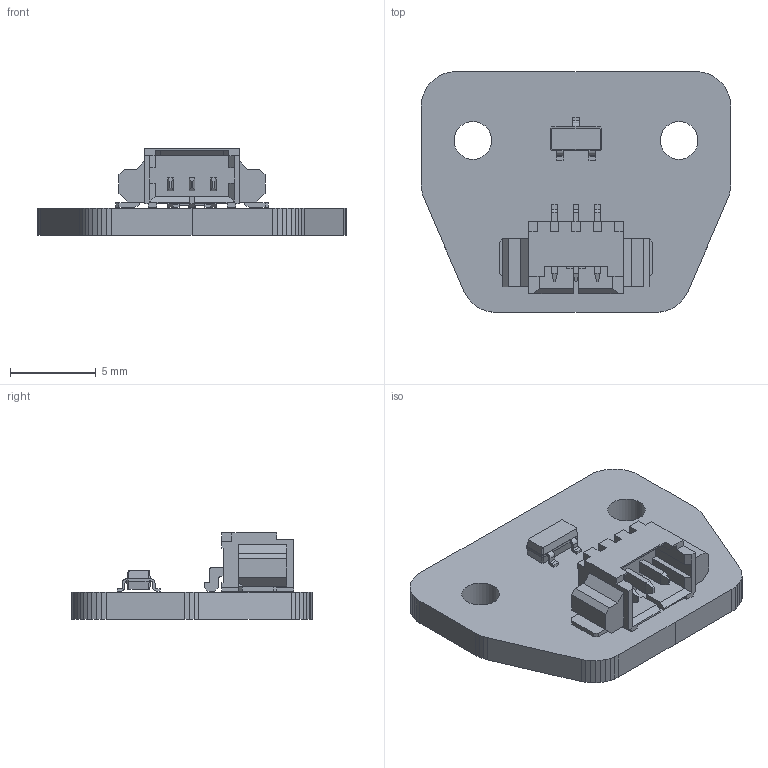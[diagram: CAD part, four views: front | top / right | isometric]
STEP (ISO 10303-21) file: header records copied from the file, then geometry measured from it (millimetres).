
FILE_DESCRIPTION(/* description */ (''),/* implementation_level */ '2;1');
FILE_NAME(/* name */ 'HallSensor Board a3144e v1.step',/* time_stamp */ '2023-09-29T02:09:58+02:00',/* author */ (''),/* organization */ (''),/* preprocessor_version */ 'ST-DEVELOPER v20',/* originating_system */ 'Autodesk Translation Framework v12.9.0.99',/* authorisation */ '');
FILE_SCHEMA (('AUTOMOTIVE_DESIGN { 1 0 10303 214 3 1 1 }'));
Length unit declared in the file: millimetre
Products named in the file (6): HallSensor Board a3144e; SOT-23; SOLID; 53261-0371; SOLID (1); _autosave-HallSensor Board a3144e PCB
Assembly tree (5 placements, depth 3):
  HallSensor Board a3144e
    SOT-23
      SOLID
    53261-0371
      SOLID (1)
    _autosave-HallSensor Board a3144e PCB
Bounding box: 18 x 14 x 5.03 mm (x, y, z)
Volume: 408.6 mm3; surface area: 792 mm2
Topology: 3 solids, 3 shells, 357 faces, 981 edges, 630 vertices
Faces by surface type: plane 329, cylinder 28
Full cylindrical faces by diameter (mm): 2.2 x2
Entity records: 11337 total; most frequent: CARTESIAN_POINT 1980, ORIENTED_EDGE 1962, DIRECTION 1777, EDGE_CURVE 981, LINE 923, VECTOR 923, VERTEX_POINT 630, AXIS2_PLACEMENT_3D 427
